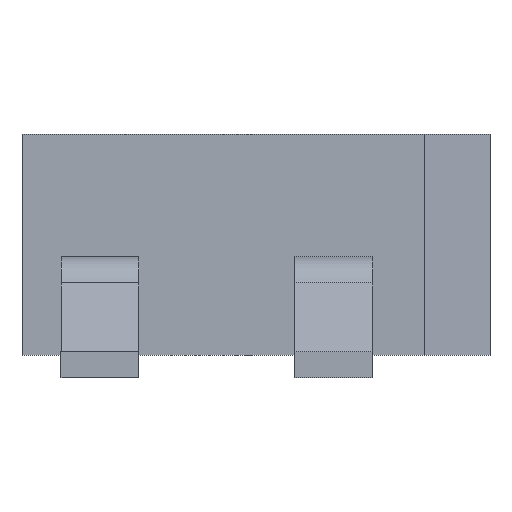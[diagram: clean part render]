
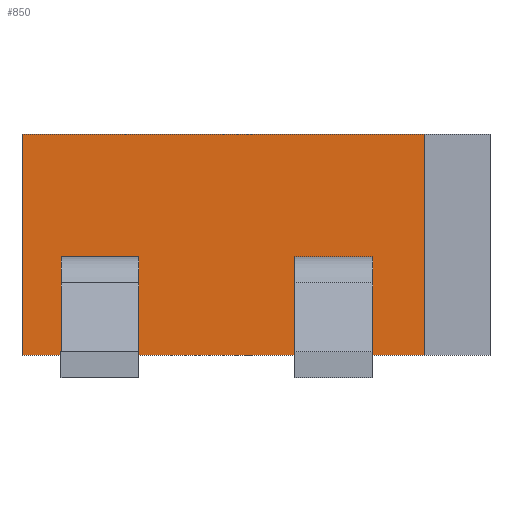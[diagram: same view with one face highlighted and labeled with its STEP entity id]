
A CAD part, left-side view. The second image highlights one B-rep face of the part: STEP entity #850.
In plain terms, the highlighted planar face has unit normal (-1, 0, 0).
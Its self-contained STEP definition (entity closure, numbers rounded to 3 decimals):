
#16 = VERTEX_POINT ( 'NONE', #1877 ) ;
#61 = VECTOR ( 'NONE', #1073, 1000. ) ;
#78 = DIRECTION ( 'NONE',  ( 0., -1., 0. ) ) ;
#85 = EDGE_CURVE ( 'NONE', #2649, #1295, #2435, .T. ) ;
#120 = CARTESIAN_POINT ( 'NONE',  ( -1.45, -1.3, -0.85 ) ) ;
#168 = VERTEX_POINT ( 'NONE', #1230 ) ;
#171 = LINE ( 'NONE', #1803, #2031 ) ;
#173 = CARTESIAN_POINT ( 'NONE',  ( -1.45, -0.3, -0.092 ) ) ;
#228 = VERTEX_POINT ( 'NONE', #1443 ) ;
#250 = CARTESIAN_POINT ( 'NONE',  ( -1.45, -0.3, -0.342 ) ) ;
#257 = DIRECTION ( 'NONE',  ( 0., 0., 1. ) ) ;
#270 = CARTESIAN_POINT ( 'NONE',  ( -1.45, 1.8, 0.85 ) ) ;
#352 = EDGE_CURVE ( 'NONE', #1209, #228, #1776, .T. ) ;
#372 = FACE_BOUND ( 'NONE', #2525, .T. ) ;
#442 = VERTEX_POINT ( 'NONE', #120 ) ;
#453 = EDGE_LOOP ( 'NONE', ( #1695, #526, #1226, #2612 ) ) ;
#477 = CARTESIAN_POINT ( 'NONE',  ( -1.45, 1.8, 0.85 ) ) ;
#478 = VERTEX_POINT ( 'NONE', #2550 ) ;
#485 = CARTESIAN_POINT ( 'NONE',  ( -1.45, 0.9, -0.092 ) ) ;
#503 = DIRECTION ( 'NONE',  ( 0., -1., 0. ) ) ;
#519 = DIRECTION ( 'NONE',  ( 0., 0., -1. ) ) ;
#526 = ORIENTED_EDGE ( 'NONE', *, *, #1812, .T. ) ;
#545 = EDGE_CURVE ( 'NONE', #168, #442, #1629, .T. ) ;
#563 = VERTEX_POINT ( 'NONE', #1674 ) ;
#614 = EDGE_CURVE ( 'NONE', #1209, #168, #1254, .T. ) ;
#628 = DIRECTION ( 'NONE',  ( 0., 0., 1. ) ) ;
#631 = DIRECTION ( 'NONE',  ( 0., -1., 0. ) ) ;
#646 = EDGE_CURVE ( 'NONE', #2489, #563, #2860, .T. ) ;
#663 = LINE ( 'NONE', #173, #61 ) ;
#685 = EDGE_CURVE ( 'NONE', #228, #442, #724, .T. ) ;
#711 = DIRECTION ( 'NONE',  ( 0., -1., 0. ) ) ;
#724 = LINE ( 'NONE', #2448, #2355 ) ;
#766 = CARTESIAN_POINT ( 'NONE',  ( -1.45, 1.5, -0.342 ) ) ;
#826 = CARTESIAN_POINT ( 'NONE',  ( -1.45, 1.8, 0.85 ) ) ;
#850 = ADVANCED_FACE ( 'NONE', ( #2112, #1296, #372 ), #1028, .F. ) ;
#893 = DIRECTION ( 'NONE',  ( 0., -1., 0. ) ) ;
#938 = EDGE_CURVE ( 'NONE', #16, #478, #171, .T. ) ;
#1000 = LINE ( 'NONE', #2763, #1153 ) ;
#1028 = PLANE ( 'NONE',  #1183 ) ;
#1073 = DIRECTION ( 'NONE',  ( 0., -1., 0. ) ) ;
#1153 = VECTOR ( 'NONE', #78, 1000. ) ;
#1159 = ORIENTED_EDGE ( 'NONE', *, *, #2331, .T. ) ;
#1183 = AXIS2_PLACEMENT_3D ( 'NONE', #2363, #2152, #1280 ) ;
#1204 = EDGE_CURVE ( 'NONE', #2745, #2798, #1256, .T. ) ;
#1209 = VERTEX_POINT ( 'NONE', #826 ) ;
#1226 = ORIENTED_EDGE ( 'NONE', *, *, #85, .F. ) ;
#1230 = CARTESIAN_POINT ( 'NONE',  ( -1.45, -1.3, 0.85 ) ) ;
#1254 = LINE ( 'NONE', #270, #2584 ) ;
#1256 = LINE ( 'NONE', #2087, #2540 ) ;
#1280 = DIRECTION ( 'NONE',  ( 0., 1., 0. ) ) ;
#1295 = VERTEX_POINT ( 'NONE', #2329 ) ;
#1296 = FACE_BOUND ( 'NONE', #453, .T. ) ;
#1338 = ORIENTED_EDGE ( 'NONE', *, *, #2652, .F. ) ;
#1378 = ORIENTED_EDGE ( 'NONE', *, *, #685, .T. ) ;
#1443 = CARTESIAN_POINT ( 'NONE',  ( -1.45, 1.8, -0.85 ) ) ;
#1538 = VECTOR ( 'NONE', #893, 1000. ) ;
#1551 = EDGE_CURVE ( 'NONE', #2489, #2649, #1690, .T. ) ;
#1629 = LINE ( 'NONE', #1658, #1741 ) ;
#1658 = CARTESIAN_POINT ( 'NONE',  ( -1.45, -1.3, 0.85 ) ) ;
#1674 = CARTESIAN_POINT ( 'NONE',  ( -1.45, 1.5, -0.092 ) ) ;
#1690 = LINE ( 'NONE', #2572, #1864 ) ;
#1695 = ORIENTED_EDGE ( 'NONE', *, *, #646, .T. ) ;
#1723 = DIRECTION ( 'NONE',  ( 0., 0., 1. ) ) ;
#1741 = VECTOR ( 'NONE', #519, 1000. ) ;
#1767 = ORIENTED_EDGE ( 'NONE', *, *, #1204, .T. ) ;
#1776 = LINE ( 'NONE', #477, #2490 ) ;
#1803 = CARTESIAN_POINT ( 'NONE',  ( -1.45, -0.9, -0.092 ) ) ;
#1812 = EDGE_CURVE ( 'NONE', #563, #1295, #1000, .T. ) ;
#1864 = VECTOR ( 'NONE', #631, 1000. ) ;
#1877 = CARTESIAN_POINT ( 'NONE',  ( -1.45, -0.9, -0.342 ) ) ;
#1944 = EDGE_LOOP ( 'NONE', ( #2192, #1378, #2645, #2542 ) ) ;
#1949 = ORIENTED_EDGE ( 'NONE', *, *, #938, .F. ) ;
#2031 = VECTOR ( 'NONE', #2630, 1000. ) ;
#2087 = CARTESIAN_POINT ( 'NONE',  ( -1.45, -0.3, -0.092 ) ) ;
#2112 = FACE_OUTER_BOUND ( 'NONE', #1944, .T. ) ;
#2152 = DIRECTION ( 'NONE',  ( 1., 0., 0. ) ) ;
#2172 = CARTESIAN_POINT ( 'NONE',  ( -1.45, -0.3, -0.092 ) ) ;
#2192 = ORIENTED_EDGE ( 'NONE', *, *, #352, .T. ) ;
#2193 = LINE ( 'NONE', #250, #1538 ) ;
#2329 = CARTESIAN_POINT ( 'NONE',  ( -1.45, 0.9, -0.092 ) ) ;
#2330 = CARTESIAN_POINT ( 'NONE',  ( -1.45, -0.3, -0.342 ) ) ;
#2331 = EDGE_CURVE ( 'NONE', #2798, #478, #663, .T. ) ;
#2355 = VECTOR ( 'NONE', #711, 1000. ) ;
#2363 = CARTESIAN_POINT ( 'NONE',  ( -1.45, 1.8, 0.85 ) ) ;
#2401 = VECTOR ( 'NONE', #1723, 1000. ) ;
#2434 = CARTESIAN_POINT ( 'NONE',  ( -1.45, 1.5, -0.092 ) ) ;
#2435 = LINE ( 'NONE', #485, #2876 ) ;
#2448 = CARTESIAN_POINT ( 'NONE',  ( -1.45, 1.8, -0.85 ) ) ;
#2489 = VERTEX_POINT ( 'NONE', #766 ) ;
#2490 = VECTOR ( 'NONE', #2864, 1000. ) ;
#2525 = EDGE_LOOP ( 'NONE', ( #1767, #1159, #1949, #1338 ) ) ;
#2540 = VECTOR ( 'NONE', #628, 1000. ) ;
#2542 = ORIENTED_EDGE ( 'NONE', *, *, #614, .F. ) ;
#2550 = CARTESIAN_POINT ( 'NONE',  ( -1.45, -0.9, -0.092 ) ) ;
#2572 = CARTESIAN_POINT ( 'NONE',  ( -1.45, 1.5, -0.342 ) ) ;
#2584 = VECTOR ( 'NONE', #503, 1000. ) ;
#2612 = ORIENTED_EDGE ( 'NONE', *, *, #1551, .F. ) ;
#2630 = DIRECTION ( 'NONE',  ( 0., 0., 1. ) ) ;
#2645 = ORIENTED_EDGE ( 'NONE', *, *, #545, .F. ) ;
#2649 = VERTEX_POINT ( 'NONE', #2759 ) ;
#2652 = EDGE_CURVE ( 'NONE', #2745, #16, #2193, .T. ) ;
#2745 = VERTEX_POINT ( 'NONE', #2330 ) ;
#2759 = CARTESIAN_POINT ( 'NONE',  ( -1.45, 0.9, -0.342 ) ) ;
#2763 = CARTESIAN_POINT ( 'NONE',  ( -1.45, 1.5, -0.092 ) ) ;
#2798 = VERTEX_POINT ( 'NONE', #2172 ) ;
#2860 = LINE ( 'NONE', #2434, #2401 ) ;
#2864 = DIRECTION ( 'NONE',  ( 0., 0., -1. ) ) ;
#2876 = VECTOR ( 'NONE', #257, 1000. ) ;
